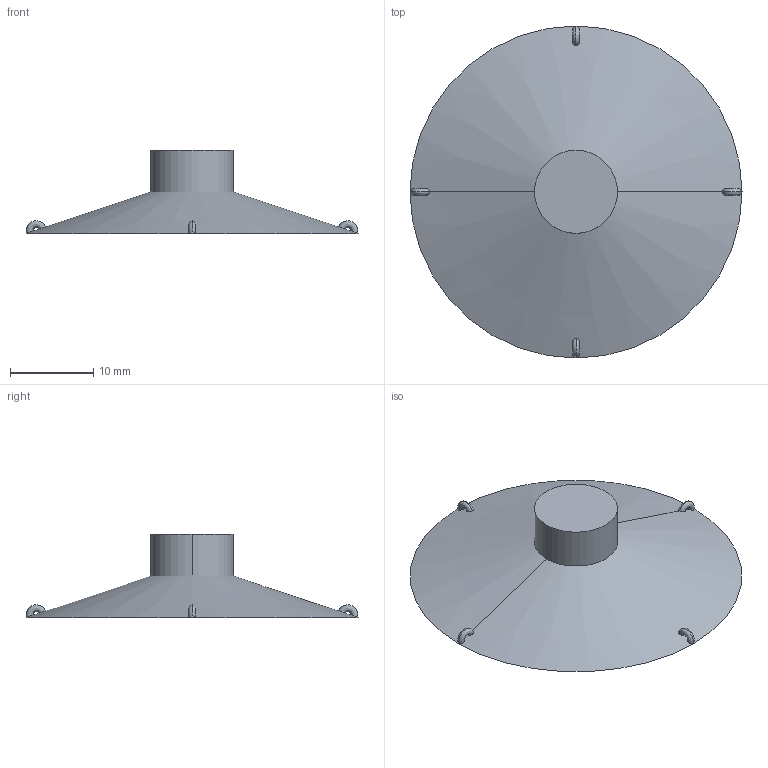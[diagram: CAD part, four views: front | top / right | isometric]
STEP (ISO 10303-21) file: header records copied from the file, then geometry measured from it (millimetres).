
FILE_DESCRIPTION (( 'STEP AP203' ), '1' );
FILE_NAME ('Suction cup_Default_sldprt.STEP', '2024-01-15T17:59:33', ( '' ), ( '' ), 'SwSTEP 2.0', 'SolidWorks 2022', '' );
FILE_SCHEMA (( 'CONFIG_CONTROL_DESIGN' ));
Length unit declared in the file: millimetre
Products named in the file (1): Suction cup_Default_sldprt
Bounding box: 40 x 40 x 10 mm (x, y, z)
Volume: 1006.7 mm3; surface area: 2807.3 mm2
Topology: 1 solids, 1 shells, 17 faces, 44 edges, 26 vertices
Faces by surface type: bspline 8, cone 4, plane 3, cylinder 2
Entity records: 1985 total; most frequent: CARTESIAN_POINT 1552, ORIENTED_EDGE 88, DIRECTION 50, EDGE_CURVE 44, VERTEX_POINT 26, B_SPLINE_CURVE_WITH_KNOTS 24, EDGE_LOOP 22, AXIS2_PLACEMENT_3D 20
